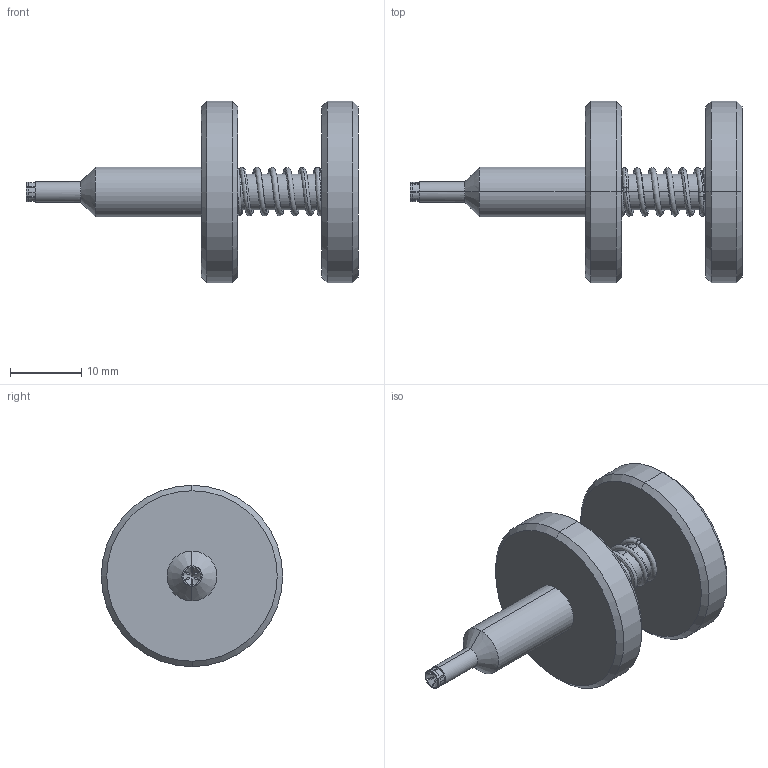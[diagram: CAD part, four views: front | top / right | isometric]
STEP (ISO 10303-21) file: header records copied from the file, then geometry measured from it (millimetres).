
FILE_DESCRIPTION (( 'STEP AP214' ), '1' );
FILE_NAME ('FMCN49826_3D.step', '2023-09-20T09:15:50', ( '' ), ( '' ), 'SwSTEP 2.0', 'SolidWorks 2022', '' );
FILE_SCHEMA (( 'AUTOMOTIVE_DESIGN' ));
Length unit declared in the file: foot
Products named in the file (4): SMPM Bullet Removal Tool(T06-069).stp; T06-069-zl.stp; FMCN49826_3D; th.stp
Assembly tree (3 placements, depth 3):
  FMCN49826_3D
    SMPM Bullet Removal Tool(T06-069).stp
      th.stp
      T06-069-zl.stp
Bounding box: 46.48 x 25.4 x 25.4 mm (x, y, z)
Volume: 6005.7 mm3; surface area: 3577.6 mm2
Topology: 2 solids, 2 shells, 85 faces, 199 edges, 122 vertices
Faces by surface type: plane 40, bspline 17, cylinder 16, cone 12
Entity records: 6539 total; most frequent: CARTESIAN_POINT 4674, ORIENTED_EDGE 398, DIRECTION 310, EDGE_CURVE 199, AXIS2_PLACEMENT_3D 122, VERTEX_POINT 122, EDGE_LOOP 89, ADVANCED_FACE 85
